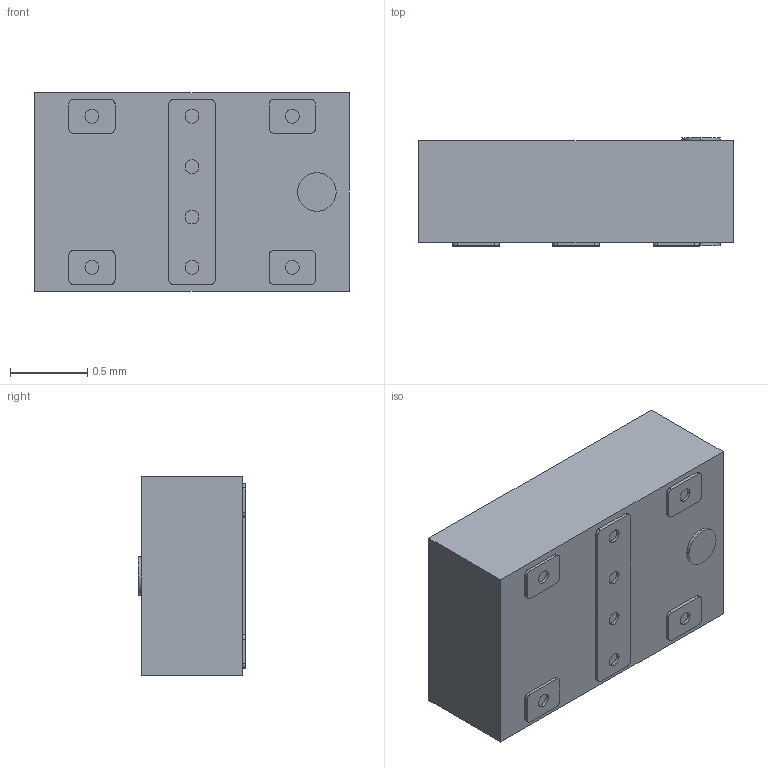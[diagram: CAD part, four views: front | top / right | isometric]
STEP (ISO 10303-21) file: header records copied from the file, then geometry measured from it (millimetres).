
FILE_DESCRIPTION (( 'STEP AP203' ), '1' );
FILE_NAME ('X4C25J1-03G.STEP', '2026-03-09T18:44:52', ( '' ), ( '' ), 'SwSTEP 2.0', 'SolidWorks 2023', '' );
FILE_SCHEMA (( 'CONFIG_CONTROL_DESIGN' ));
Length unit declared in the file: millimetre
Products named in the file (1): X4C25J1-03G
Bounding box: 2.04 x 0.7 x 1.29 mm (x, y, z)
Volume: 1.7 mm3; surface area: 9.9 mm2
Topology: 1 solids, 1 shells, 81 faces, 192 edges, 128 vertices
Faces by surface type: plane 41, cylinder 40
Entity records: 2443 total; most frequent: DIRECTION 436, CARTESIAN_POINT 402, ORIENTED_EDGE 384, EDGE_CURVE 192, AXIS2_PLACEMENT_3D 162, VERTEX_POINT 128, LINE 112, VECTOR 112
